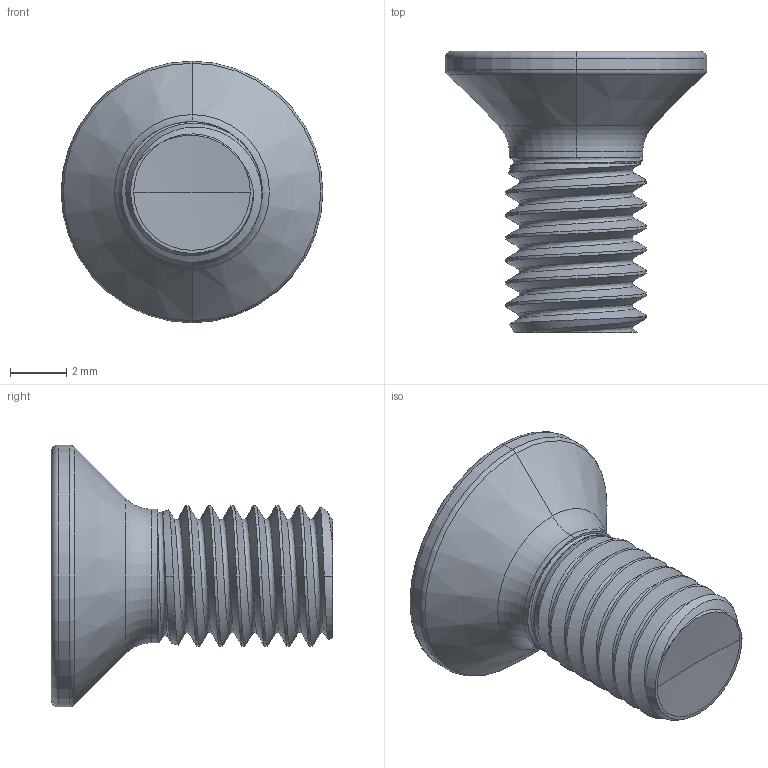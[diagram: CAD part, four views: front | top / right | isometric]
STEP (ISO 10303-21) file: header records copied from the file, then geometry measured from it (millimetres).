
FILE_DESCRIPTION (( 'STEP AP203' ), '1' );
FILE_NAME ('STM410500100.STEP', '2020-12-18T17:23:57', ( '' ), ( '' ), 'SwSTEP 2.0', 'SolidWorks 2015', '' );
FILE_SCHEMA (( 'CONFIG_CONTROL_DESIGN' ));
Length unit declared in the file: millimetre
Products named in the file (2): STM410500100
Bounding box: 9.3 x 10 x 9.3 mm (x, y, z)
Volume: 231.1 mm3; surface area: 350 mm2
Topology: 1 solids, 1 shells, 89 faces, 228 edges, 140 vertices
Faces by surface type: cylinder 39, bspline 18, cone 15, torus 10, plane 5, sphere 2
Entity records: 12353 total; most frequent: CARTESIAN_POINT 10325, ORIENTED_EDGE 452, DIRECTION 325, EDGE_CURVE 226, VERTEX_POINT 140, AXIS2_PLACEMENT_3D 136, EDGE_LOOP 90, FACE_OUTER_BOUND 89
